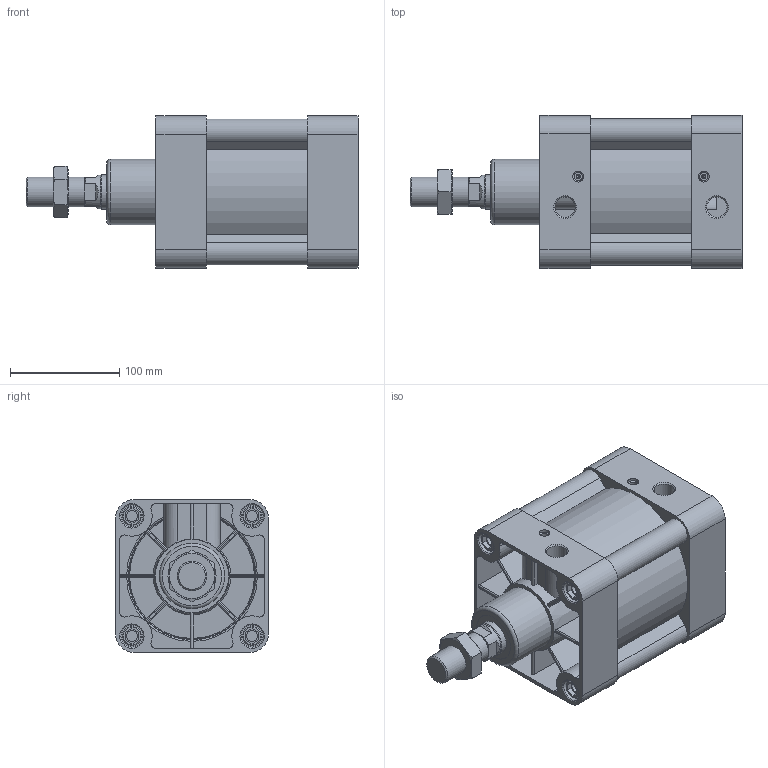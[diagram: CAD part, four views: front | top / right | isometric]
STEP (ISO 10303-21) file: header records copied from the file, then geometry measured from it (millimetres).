
FILE_DESCRIPTION( ( 'STEP AP203' ), '1' );
FILE_NAME( 'VBC125X25-0(0).stp', '2021-10-12T01:55:11', ( 'License CC BY-ND 4.0' ), ( 'CADENAS' ), ' ', 'PARTsolutions', ' ' );
FILE_SCHEMA( ( 'CONFIG_CONTROL_DESIGN' ) );
Length unit declared in the file: millimetre
Products named in the file (4): VBC125X25-0(0); _VBC125X25-0(0)_dummy; _VBC125x25; _125x25-0
Assembly tree (3 placements, depth 2):
  VBC125X25-0(0)
    _VBC125X25-0(0)_dummy
    _VBC125x25
    _125x25-0
Bounding box: 304 x 140 x 140 mm (x, y, z)
Volume: 2124122.4 mm3; surface area: 446536.2 mm2
Topology: 2 solids, 8 shells, 528 faces, 1301 edges, 848 vertices
Faces by surface type: plane 285, cylinder 140, cone 63, torus 40
Full cylindrical faces by diameter (mm): 4.5 x2, 5 x2, 7.6 x2, 10 x2, 10.106 x8, 12 x4, 12.52 x8, 14 x4, 17.5 x8, 18.631 x2, 20 x2, 20.2 x8, 27 x2, 31 x1, 32 x3, 44 x1, 60 x1, 115 x2
Entity records: 16265 total; most frequent: CARTESIAN_POINT 4116, DIRECTION 2448, ORIENTED_EDGE 2390, EDGE_CURVE 1195, AXIS2_PLACEMENT_3D 967, VERTEX_POINT 838, EDGE_LOOP 697, FACE_OUTER_BOUND 592
